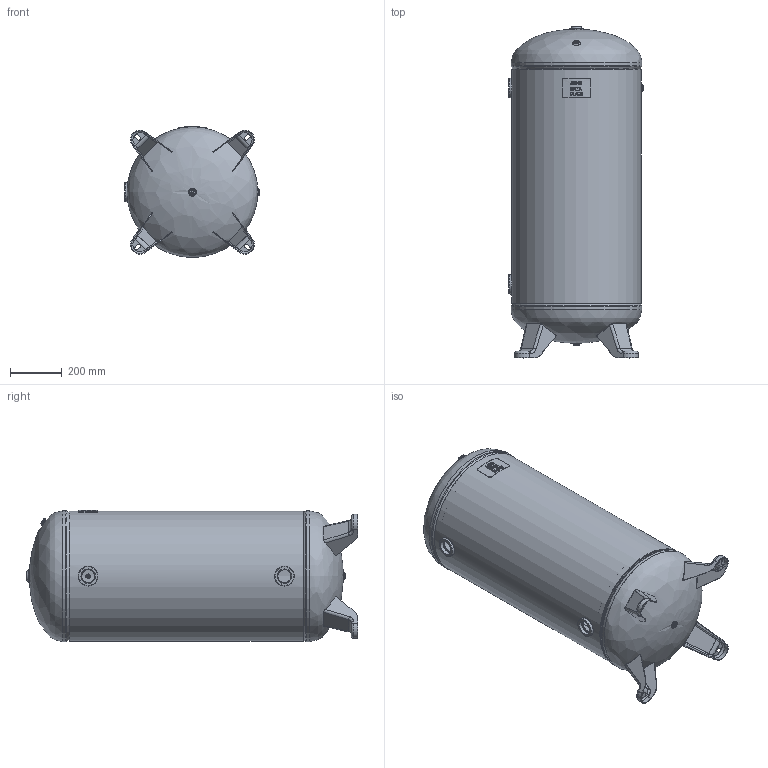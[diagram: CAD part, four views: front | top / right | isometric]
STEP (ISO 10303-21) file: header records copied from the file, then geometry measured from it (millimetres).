
FILE_DESCRIPTION(/* description */ ('FIRST LINE DESCRIPTION'),/* implementation_level */ '2;1');
FILE_NAME(/* name */ 'A10043-300.stp',/* time_stamp */ '2020-08-25T13:27:36-04:00',/* author */ ('matt.gilbert'),/* organization */ ('STEEL FAB IF WE MAKE IT, VENDOR IF WE DON''T'),/* preprocessor_version */ 'ST-DEVELOPER v17.2',/* originating_system */ 'Autodesk Inventor 2019',/* authorisation */ 'CHECKERS BOSS');
FILE_SCHEMA (('AUTOMOTIVE_DESIGN { 1 0 10303 214 3 1 1 }'));
Length unit declared in the file: inch
Products named in the file (8): A10043-300; A10043-300-SL; H20187J-414G; F102001; F100750; F100250; A10043-300-NP; S100003S
Assembly tree (14 placements, depth 2):
  A10043-300
    A10043-300-SL
    H20187J-414G  x2
    F102001  x2
    F100750
    F100250  x3
    A10043-300-NP
    S100003S  x4
Bounding box: 521.55 x 1288.92 x 509.52 mm (x, y, z)
Volume: 10947725.2 mm3; surface area: 4585938.9 mm2
Topology: 20 solids, 20 shells, 430 faces, 1154 edges, 770 vertices
Faces by surface type: plane 200, cylinder 120, bspline 57, torus 38, cone 15
Full cylindrical faces by diameter (mm): 6.35 x1, 11.455 x3, 36.909 x1, 50.8 x2, 52.387 x1, 55.169 x2, 66.675 x2, 76.2 x2, 485.038 x2, 493.534 x1, 494.538 x2, 498.5 x2, 503.694 x1, 508 x2
Entity records: 10662 total; most frequent: CARTESIAN_POINT 3366, DIRECTION 1471, ORIENTED_EDGE 1468, EDGE_CURVE 734, AXIS2_PLACEMENT_3D 580, VERTEX_POINT 496, EDGE_LOOP 312, LINE 311
